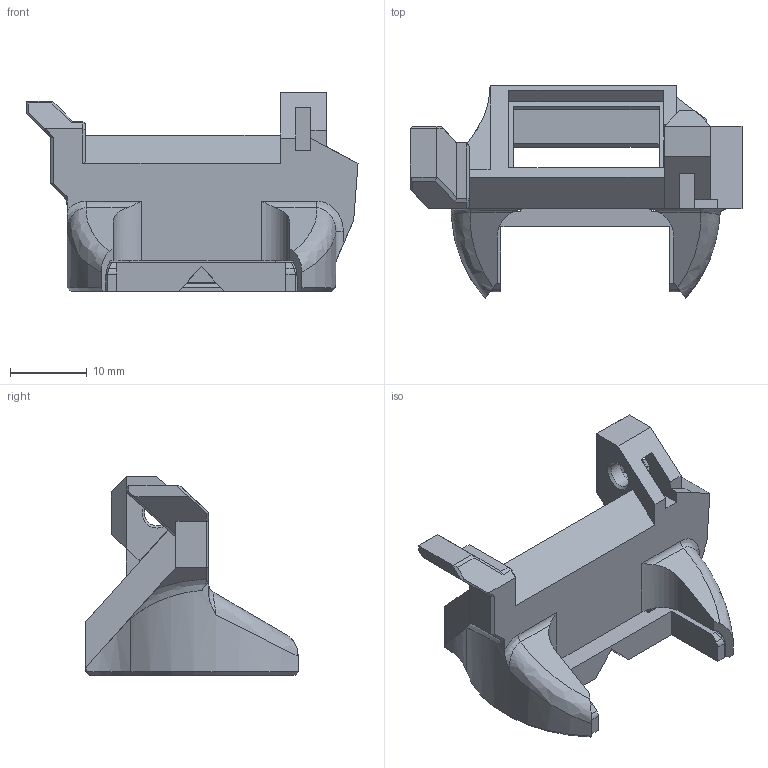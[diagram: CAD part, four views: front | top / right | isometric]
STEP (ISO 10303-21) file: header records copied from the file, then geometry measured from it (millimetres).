
FILE_DESCRIPTION(/* description */ (''),/* implementation_level */ '2;1');
FILE_NAME(/* name */ 'prusa-mk3s-fan_shroud-rtv6_keyquest.step',/* time_stamp */ '2023-07-09T11:37:34+02:00',/* author */ (''),/* organization */ (''),/* preprocessor_version */ 'ST-DEVELOPER v19.2',/* originating_system */ 'Autodesk Translation Framework v12.6.0.85',/* authorisation */ '');
FILE_SCHEMA (('AUTOMOTIVE_DESIGN { 1 0 10303 214 3 1 1 }'));
Length unit declared in the file: millimetre
Products named in the file (1): fan-shroud v1 (1)
Bounding box: 43.24 x 27.63 x 25.9 mm (x, y, z)
Volume: 5024.6 mm3; surface area: 5367.7 mm2
Topology: 2 solids, 2 shells, 201 faces, 591 edges, 389 vertices
Faces by surface type: plane 153, cylinder 28, bspline 13, cone 7
Full cylindrical faces by diameter (mm): 3.3 x2
Entity records: 7195 total; most frequent: CARTESIAN_POINT 1840, ORIENTED_EDGE 1182, DIRECTION 1014, EDGE_CURVE 591, LINE 448, VECTOR 448, VERTEX_POINT 389, AXIS2_PLACEMENT_3D 283
